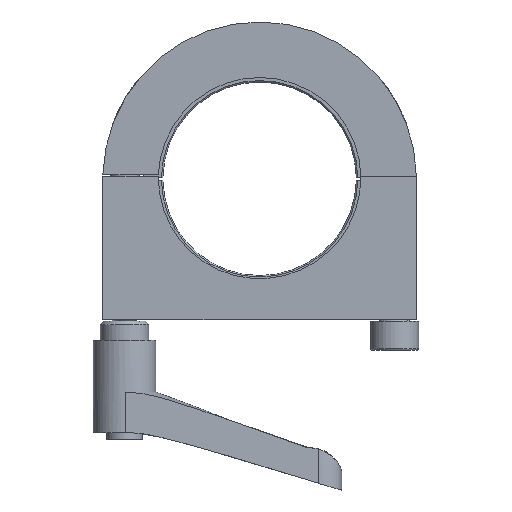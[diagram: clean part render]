
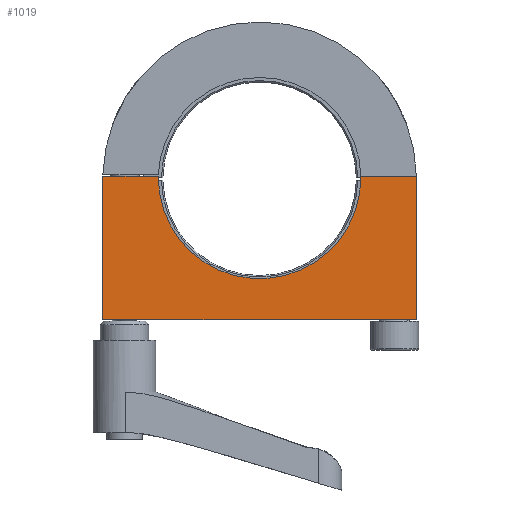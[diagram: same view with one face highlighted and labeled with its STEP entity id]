
A CAD part, left-side view. The second image highlights one B-rep face of the part: STEP entity #1019.
In plain terms, the highlighted planar face has unit normal (-1, 0, 0).
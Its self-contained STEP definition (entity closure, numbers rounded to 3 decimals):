
#738=AXIS2_PLACEMENT_3D('Circle Axis2P3D',#736,#737,$) ;
#999=AXIS2_PLACEMENT_3D('Plane Axis2P3D',#996,#997,#998) ;
#593=CARTESIAN_POINT('Vertex',(-0.025,32.5,-29.2)) ;
#607=CARTESIAN_POINT('Vertex',(-0.025,-32.5,-29.2)) ;
#610=CARTESIAN_POINT('Line Origine',(-0.025,0.,-29.2)) ;
#700=CARTESIAN_POINT('Vertex',(-0.025,-32.5,0.5)) ;
#703=CARTESIAN_POINT('Line Origine',(-0.025,-32.5,-14.35)) ;
#733=CARTESIAN_POINT('Vertex',(-0.025,20.999,0.5)) ;
#736=CARTESIAN_POINT('Axis2P3D Location',(-0.025,0.,0.3)) ;
#740=CARTESIAN_POINT('Vertex',(-0.025,-20.999,0.5)) ;
#930=CARTESIAN_POINT('Vertex',(-0.025,32.5,0.5)) ;
#933=CARTESIAN_POINT('Line Origine',(-0.025,26.75,0.5)) ;
#996=CARTESIAN_POINT('Axis2P3D Location',(-0.025,0.,0.3)) ;
#1001=CARTESIAN_POINT('Line Origine',(-0.025,32.5,-14.35)) ;
#1006=CARTESIAN_POINT('Line Origine',(-0.025,-26.75,0.5)) ;
#611=DIRECTION('Vector Direction',(0.,-1.,0.)) ;
#704=DIRECTION('Vector Direction',(0.,0.,1.)) ;
#737=DIRECTION('Axis2P3D Direction',(-1.,0.,0.)) ;
#934=DIRECTION('Vector Direction',(0.,-1.,0.)) ;
#997=DIRECTION('Axis2P3D Direction',(-1.,0.,0.)) ;
#998=DIRECTION('Axis2P3D XDirection',(0.,1.,0.)) ;
#1002=DIRECTION('Vector Direction',(0.,0.,-1.)) ;
#1007=DIRECTION('Vector Direction',(0.,-1.,0.)) ;
#612=VECTOR('Line Direction',#611,1.) ;
#705=VECTOR('Line Direction',#704,1.) ;
#935=VECTOR('Line Direction',#934,1.) ;
#1003=VECTOR('Line Direction',#1002,1.) ;
#1008=VECTOR('Line Direction',#1007,1.) ;
#1012=ORIENTED_EDGE('',*,*,#937,.T.) ;
#1013=ORIENTED_EDGE('',*,*,#1005,.T.) ;
#1014=ORIENTED_EDGE('',*,*,#614,.T.) ;
#1015=ORIENTED_EDGE('',*,*,#707,.T.) ;
#1016=ORIENTED_EDGE('',*,*,#1010,.T.) ;
#1017=ORIENTED_EDGE('',*,*,#742,.T.) ;
#1019=ADVANCED_FACE('13801\\Hauptk\X2\00F6\X0\rper',(#1018),#1000,.T.) ;
#739=CIRCLE('generated circle',#738,21.) ;
#614=EDGE_CURVE('',#594,#608,#613,.T.) ;
#707=EDGE_CURVE('',#608,#701,#706,.T.) ;
#742=EDGE_CURVE('',#741,#734,#739,.F.) ;
#937=EDGE_CURVE('',#734,#931,#936,.F.) ;
#1005=EDGE_CURVE('',#931,#594,#1004,.T.) ;
#1010=EDGE_CURVE('',#701,#741,#1009,.F.) ;
#1011=EDGE_LOOP('',(#1012,#1013,#1014,#1015,#1016,#1017)) ;
#1018=FACE_OUTER_BOUND('',#1011,.T.) ;
#613=LINE('Line',#610,#612) ;
#706=LINE('Line',#703,#705) ;
#936=LINE('Line',#933,#935) ;
#1004=LINE('Line',#1001,#1003) ;
#1009=LINE('Line',#1006,#1008) ;
#1000=PLANE('',#999) ;
#594=VERTEX_POINT('',#593) ;
#608=VERTEX_POINT('',#607) ;
#701=VERTEX_POINT('',#700) ;
#734=VERTEX_POINT('',#733) ;
#741=VERTEX_POINT('',#740) ;
#931=VERTEX_POINT('',#930) ;
